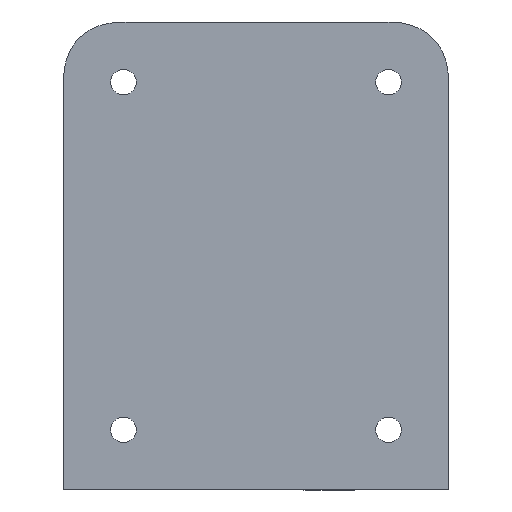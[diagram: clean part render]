
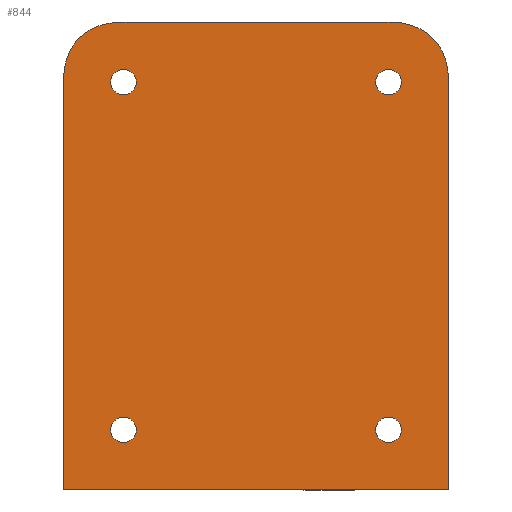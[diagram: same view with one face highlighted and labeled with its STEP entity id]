
A CAD part, front view. The second image highlights one B-rep face of the part: STEP entity #844.
In plain terms, the highlighted free-form (B-spline) face has degree [1, 1] with [2, 2] control points.
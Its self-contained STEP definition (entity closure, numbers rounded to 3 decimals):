
#24=LINE('',#1283,#81);
#25=LINE('',#1285,#82);
#26=LINE('',#1287,#83);
#27=LINE('',#1288,#84);
#81=VECTOR('',#981,1000.);
#82=VECTOR('',#982,1000.);
#83=VECTOR('',#983,1000.);
#84=VECTOR('',#984,1000.);
#126=B_SPLINE_CURVE_WITH_KNOTS('',5,(#1155,#1156,#1157,#1158,#1159,#1160,
#1161,#1162),.UNSPECIFIED.,.F.,.F.,(6,2,6),(0.,0.5,1.),.UNSPECIFIED.);
#128=B_SPLINE_CURVE_WITH_KNOTS('',5,(#1193,#1194,#1195,#1196,#1197,#1198,
#1199,#1200),.UNSPECIFIED.,.F.,.F.,(6,2,6),(0.,0.5,1.),.UNSPECIFIED.);
#148=B_SPLINE_SURFACE_WITH_KNOTS('',1,1,((#1279,#1280),(#1281,#1282)),
 .PLANE_SURF.,.F.,.F.,.F.,(2,2),(2,2),(0.,1.),(0.,1.),.UNSPECIFIED.);
#204=ORIENTED_EDGE('',*,*,#466,.F.);
#205=ORIENTED_EDGE('',*,*,#467,.T.);
#206=ORIENTED_EDGE('',*,*,#468,.F.);
#207=ORIENTED_EDGE('',*,*,#442,.T.);
#208=ORIENTED_EDGE('',*,*,#469,.T.);
#209=ORIENTED_EDGE('',*,*,#446,.T.);
#210=ORIENTED_EDGE('',*,*,#470,.T.);
#211=ORIENTED_EDGE('',*,*,#465,.T.);
#212=ORIENTED_EDGE('',*,*,#471,.T.);
#213=ORIENTED_EDGE('',*,*,#461,.T.);
#214=ORIENTED_EDGE('',*,*,#472,.T.);
#215=ORIENTED_EDGE('',*,*,#457,.T.);
#216=ORIENTED_EDGE('',*,*,#473,.T.);
#217=ORIENTED_EDGE('',*,*,#453,.T.);
#442=EDGE_CURVE('',#573,#574,#126,.F.);
#446=EDGE_CURVE('',#577,#578,#128,.F.);
#453=EDGE_CURVE('',#582,#584,#661,.T.);
#457=EDGE_CURVE('',#586,#588,#663,.T.);
#461=EDGE_CURVE('',#590,#592,#665,.T.);
#465=EDGE_CURVE('',#594,#596,#667,.T.);
#466=EDGE_CURVE('',#597,#578,#24,.T.);
#467=EDGE_CURVE('',#597,#598,#25,.T.);
#468=EDGE_CURVE('',#573,#598,#26,.T.);
#469=EDGE_CURVE('',#574,#577,#27,.T.);
#470=EDGE_CURVE('',#596,#594,#668,.T.);
#471=EDGE_CURVE('',#592,#590,#669,.T.);
#472=EDGE_CURVE('',#588,#586,#670,.T.);
#473=EDGE_CURVE('',#584,#582,#671,.T.);
#573=VERTEX_POINT('',#1163);
#574=VERTEX_POINT('',#1164);
#577=VERTEX_POINT('',#1201);
#578=VERTEX_POINT('',#1202);
#582=VERTEX_POINT('',#1225);
#584=VERTEX_POINT('',#1229);
#586=VERTEX_POINT('',#1241);
#588=VERTEX_POINT('',#1245);
#590=VERTEX_POINT('',#1257);
#592=VERTEX_POINT('',#1261);
#594=VERTEX_POINT('',#1273);
#596=VERTEX_POINT('',#1277);
#597=VERTEX_POINT('',#1284);
#598=VERTEX_POINT('',#1286);
#661=CIRCLE('',#898,1.5);
#663=CIRCLE('',#900,1.5);
#665=CIRCLE('',#902,1.5);
#667=CIRCLE('',#904,1.5);
#668=CIRCLE('',#905,1.5);
#669=CIRCLE('',#906,1.5);
#670=CIRCLE('',#907,1.5);
#671=CIRCLE('',#908,1.5);
#714=EDGE_LOOP('',(#204,#205,#206,#207,#208,#209));
#715=EDGE_LOOP('',(#210,#211));
#716=EDGE_LOOP('',(#212,#213));
#717=EDGE_LOOP('',(#214,#215));
#718=EDGE_LOOP('',(#216,#217));
#768=FACE_BOUND('',#714,.T.);
#769=FACE_BOUND('',#715,.T.);
#770=FACE_BOUND('',#716,.T.);
#771=FACE_BOUND('',#717,.T.);
#772=FACE_BOUND('',#718,.T.);
#844=ADVANCED_FACE('',(#768,#769,#770,#771,#772),#148,.T.);
#898=AXIS2_PLACEMENT_3D('',#1230,#961,#962);
#900=AXIS2_PLACEMENT_3D('',#1246,#967,#968);
#902=AXIS2_PLACEMENT_3D('',#1262,#973,#974);
#904=AXIS2_PLACEMENT_3D('',#1278,#979,#980);
#905=AXIS2_PLACEMENT_3D('',#1289,#985,#986);
#906=AXIS2_PLACEMENT_3D('',#1290,#987,#988);
#907=AXIS2_PLACEMENT_3D('',#1291,#989,#990);
#908=AXIS2_PLACEMENT_3D('',#1292,#991,#992);
#961=DIRECTION('',(0.,1.,0.));
#962=DIRECTION('',(0.,0.,1.));
#967=DIRECTION('',(0.,1.,0.));
#968=DIRECTION('',(0.,0.,1.));
#973=DIRECTION('',(0.,1.,0.));
#974=DIRECTION('',(0.,0.,1.));
#979=DIRECTION('',(0.,1.,0.));
#980=DIRECTION('',(0.,0.,1.));
#981=DIRECTION('',(0.,0.,1.));
#982=DIRECTION('',(1.,0.,0.));
#983=DIRECTION('',(0.,0.,-1.));
#984=DIRECTION('',(-1.,0.,0.));
#985=DIRECTION('',(0.,1.,0.));
#986=DIRECTION('',(0.,0.,1.));
#987=DIRECTION('',(0.,1.,0.));
#988=DIRECTION('',(0.,0.,1.));
#989=DIRECTION('',(0.,1.,0.));
#990=DIRECTION('',(0.,0.,1.));
#991=DIRECTION('',(0.,1.,0.));
#992=DIRECTION('',(0.,0.,1.));
#1155=CARTESIAN_POINT('',(15.15,0.,27.696));
#1156=CARTESIAN_POINT('',(16.275,0.,27.696));
#1157=CARTESIAN_POINT('',(17.4,0.,27.696));
#1158=CARTESIAN_POINT('',(20.15,0.,26.946));
#1159=CARTESIAN_POINT('',(21.9,0.,25.196));
#1160=CARTESIAN_POINT('',(22.65,0.,22.446));
#1161=CARTESIAN_POINT('',(22.65,0.,21.321));
#1162=CARTESIAN_POINT('',(22.65,0.,20.196));
#1163=CARTESIAN_POINT('',(22.65,0.,20.196));
#1164=CARTESIAN_POINT('',(15.15,0.,27.696));
#1193=CARTESIAN_POINT('',(-22.65,0.,20.196));
#1194=CARTESIAN_POINT('',(-22.65,0.,21.321));
#1195=CARTESIAN_POINT('',(-22.65,0.,22.446));
#1196=CARTESIAN_POINT('',(-21.9,0.,25.196));
#1197=CARTESIAN_POINT('',(-20.15,0.,26.946));
#1198=CARTESIAN_POINT('',(-17.4,0.,27.696));
#1199=CARTESIAN_POINT('',(-16.275,0.,27.696));
#1200=CARTESIAN_POINT('',(-15.15,0.,27.696));
#1201=CARTESIAN_POINT('',(-15.15,0.,27.696));
#1202=CARTESIAN_POINT('',(-22.65,0.,20.196));
#1225=CARTESIAN_POINT('',(15.579,0.,-21.733));
#1229=CARTESIAN_POINT('',(15.579,0.,-18.733));
#1230=CARTESIAN_POINT('',(15.579,0.,-20.233));
#1241=CARTESIAN_POINT('',(15.579,0.,19.125));
#1245=CARTESIAN_POINT('',(15.579,0.,22.125));
#1246=CARTESIAN_POINT('',(15.579,0.,20.625));
#1257=CARTESIAN_POINT('',(-15.579,0.,19.125));
#1261=CARTESIAN_POINT('',(-15.579,0.,22.125));
#1262=CARTESIAN_POINT('',(-15.579,0.,20.625));
#1273=CARTESIAN_POINT('',(-15.579,0.,-21.733));
#1277=CARTESIAN_POINT('',(-15.579,0.,-18.733));
#1278=CARTESIAN_POINT('',(-15.579,0.,-20.233));
#1279=CARTESIAN_POINT('',(-24.915,0.,30.446));
#1280=CARTESIAN_POINT('',(24.915,0.,30.446));
#1281=CARTESIAN_POINT('',(-24.915,0.,-30.054));
#1282=CARTESIAN_POINT('',(24.915,0.,-30.054));
#1283=CARTESIAN_POINT('',(-22.65,0.,-1.804));
#1284=CARTESIAN_POINT('',(-22.65,0.,-27.304));
#1285=CARTESIAN_POINT('',(-8.635,0.,-27.304));
#1286=CARTESIAN_POINT('',(22.65,0.,-27.304));
#1287=CARTESIAN_POINT('',(22.65,0.,-1.804));
#1288=CARTESIAN_POINT('',(-8.635,0.,27.696));
#1289=CARTESIAN_POINT('',(-15.579,0.,-20.233));
#1290=CARTESIAN_POINT('',(-15.579,0.,20.625));
#1291=CARTESIAN_POINT('',(15.579,0.,20.625));
#1292=CARTESIAN_POINT('',(15.579,0.,-20.233));
